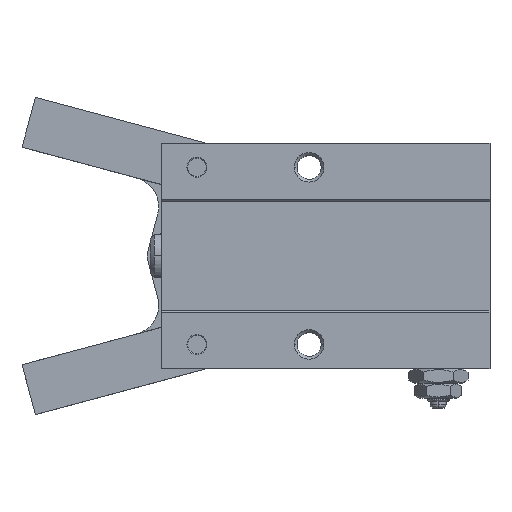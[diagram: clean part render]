
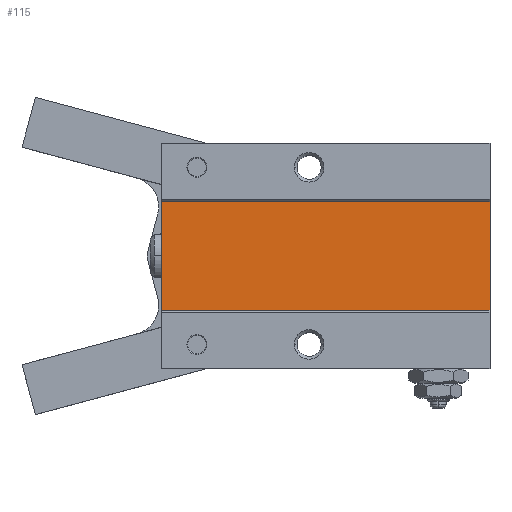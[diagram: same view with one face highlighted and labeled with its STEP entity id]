
A CAD part, top view. The second image highlights one B-rep face of the part: STEP entity #115.
In plain terms, the highlighted planar face has unit normal (0, 0, 1).
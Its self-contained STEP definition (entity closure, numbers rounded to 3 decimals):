
#115 = ADVANCED_FACE ( 'NONE', ( #6508 ), #938, .T. ) ;
#431 = CARTESIAN_POINT ( 'NONE',  ( -44.5, 7.35, 11.45 ) ) ;
#615 = VECTOR ( 'NONE', #3364, 1000. ) ;
#773 = VECTOR ( 'NONE', #3718, 1000. ) ;
#938 = PLANE ( 'NONE',  #7245 ) ;
#1069 = CARTESIAN_POINT ( 'NONE',  ( -44.5, -7.35, 11.45 ) ) ;
#1603 = DIRECTION ( 'NONE',  ( 0., 0., 1. ) ) ;
#1905 = ORIENTED_EDGE ( 'NONE', *, *, #4344, .T. ) ;
#1921 = VERTEX_POINT ( 'NONE', #3625 ) ;
#2134 = LINE ( 'NONE', #2291, #7197 ) ;
#2291 = CARTESIAN_POINT ( 'NONE',  ( 0., -7.35, 11.45 ) ) ;
#2370 = LINE ( 'NONE', #5330, #615 ) ;
#2949 = DIRECTION ( 'NONE',  ( 1., 0., 0. ) ) ;
#2986 = EDGE_CURVE ( 'NONE', #7991, #1921, #2134, .T. ) ;
#3187 = VECTOR ( 'NONE', #7377, 1000. ) ;
#3364 = DIRECTION ( 'NONE',  ( -1., 0., 0. ) ) ;
#3625 = CARTESIAN_POINT ( 'NONE',  ( 0., -7.35, 11.45 ) ) ;
#3718 = DIRECTION ( 'NONE',  ( 0., -1., 0. ) ) ;
#4344 = EDGE_CURVE ( 'NONE', #7879, #7991, #7785, .T. ) ;
#4834 = EDGE_LOOP ( 'NONE', ( #6692, #7058, #1905, #7003 ) ) ;
#5268 = EDGE_CURVE ( 'NONE', #6200, #7879, #2370, .T. ) ;
#5330 = CARTESIAN_POINT ( 'NONE',  ( 0., 7.35, 11.45 ) ) ;
#5559 = CARTESIAN_POINT ( 'NONE',  ( 0., 7.35, 11.45 ) ) ;
#6053 = CARTESIAN_POINT ( 'NONE',  ( 0., 7.35, 11.45 ) ) ;
#6200 = VERTEX_POINT ( 'NONE', #7432 ) ;
#6206 = CARTESIAN_POINT ( 'NONE',  ( -44.5, 7.35, 11.45 ) ) ;
#6217 = DIRECTION ( 'NONE',  ( 1., 0., 0. ) ) ;
#6508 = FACE_OUTER_BOUND ( 'NONE', #4834, .T. ) ;
#6692 = ORIENTED_EDGE ( 'NONE', *, *, #6923, .T. ) ;
#6923 = EDGE_CURVE ( 'NONE', #1921, #6200, #8229, .T. ) ;
#7003 = ORIENTED_EDGE ( 'NONE', *, *, #2986, .T. ) ;
#7058 = ORIENTED_EDGE ( 'NONE', *, *, #5268, .T. ) ;
#7197 = VECTOR ( 'NONE', #2949, 1000. ) ;
#7245 = AXIS2_PLACEMENT_3D ( 'NONE', #5559, #1603, #6217 ) ;
#7377 = DIRECTION ( 'NONE',  ( 0., 1., 0. ) ) ;
#7432 = CARTESIAN_POINT ( 'NONE',  ( 0., 7.35, 11.45 ) ) ;
#7785 = LINE ( 'NONE', #431, #773 ) ;
#7879 = VERTEX_POINT ( 'NONE', #6206 ) ;
#7991 = VERTEX_POINT ( 'NONE', #1069 ) ;
#8229 = LINE ( 'NONE', #6053, #3187 ) ;
